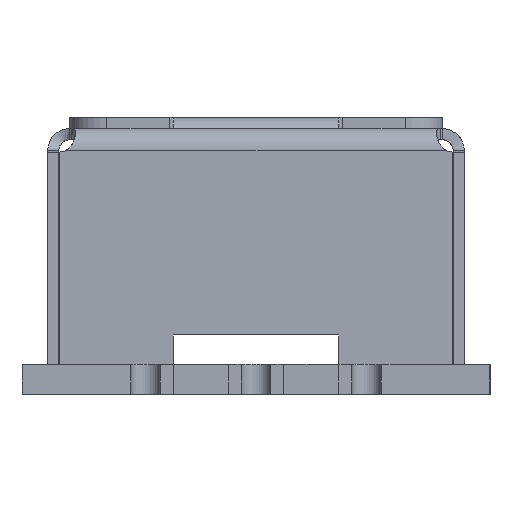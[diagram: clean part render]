
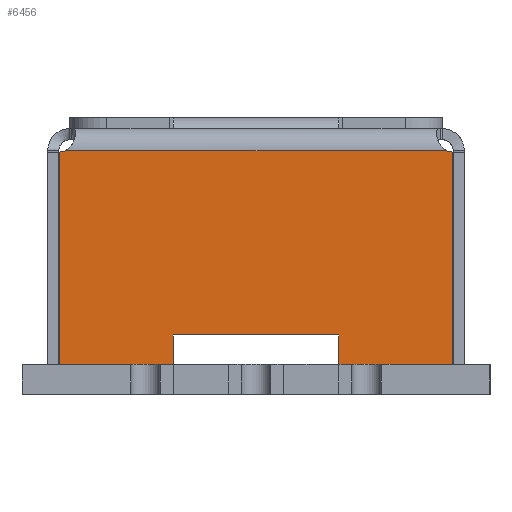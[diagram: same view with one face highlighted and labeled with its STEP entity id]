
A CAD part, left-side view. The second image highlights one B-rep face of the part: STEP entity #6456.
In plain terms, the highlighted planar face has unit normal (-1, 0, 0).
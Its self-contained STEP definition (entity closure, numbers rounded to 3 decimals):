
#6456=ADVANCED_FACE('',(#17216),#17218,.F.);
#17216=FACE_BOUND('',#17217,.T.);
#17217=EDGE_LOOP('',(#28966,#28967,#28968,#28969,#28970,#28971,#28972,#28973,#28974,
#28975,#28976,#28977,#28978,#28979,#28980,#28981,#28982,#28983,#28984,#28985,#28986,
#28987,#28988));
#17218=PLANE('',#17219);
#17219=AXIS2_PLACEMENT_3D('',#17220,#17221,#17222);
#17220=CARTESIAN_POINT('',(-19.05,0.,7.213));
#17221=DIRECTION('',(1.,0.,0.));
#17222=DIRECTION('',(0.,0.,-1.));
#28966=ORIENTED_EDGE('',*,*,#34153,.F.);
#28967=ORIENTED_EDGE('',*,*,#34154,.F.);
#28968=ORIENTED_EDGE('',*,*,#34143,.F.);
#28969=ORIENTED_EDGE('',*,*,#34155,.F.);
#28970=ORIENTED_EDGE('',*,*,#34156,.T.);
#28971=ORIENTED_EDGE('',*,*,#32241,.T.);
#28972=ORIENTED_EDGE('',*,*,#33957,.T.);
#28973=ORIENTED_EDGE('',*,*,#34157,.F.);
#28974=ORIENTED_EDGE('',*,*,#34158,.F.);
#28975=ORIENTED_EDGE('',*,*,#34159,.T.);
#28976=ORIENTED_EDGE('',*,*,#33952,.T.);
#28977=ORIENTED_EDGE('',*,*,#32239,.T.);
#28978=ORIENTED_EDGE('',*,*,#33844,.T.);
#28979=ORIENTED_EDGE('',*,*,#34160,.T.);
#28980=ORIENTED_EDGE('',*,*,#34161,.T.);
#28981=ORIENTED_EDGE('',*,*,#34162,.T.);
#28982=ORIENTED_EDGE('',*,*,#32258,.T.);
#28983=ORIENTED_EDGE('',*,*,#33948,.T.);
#28984=ORIENTED_EDGE('',*,*,#34163,.F.);
#28985=ORIENTED_EDGE('',*,*,#34164,.F.);
#28986=ORIENTED_EDGE('',*,*,#34165,.T.);
#28987=ORIENTED_EDGE('',*,*,#33958,.T.);
#28988=ORIENTED_EDGE('',*,*,#32256,.T.);
#32239=EDGE_CURVE('',#35902,#35903,#35904,.T.);
#32241=EDGE_CURVE('',#35907,#35905,#35908,.T.);
#32256=EDGE_CURVE('',#35936,#35937,#35938,.T.);
#32258=EDGE_CURVE('',#35941,#35939,#35942,.T.);
#33844=EDGE_CURVE('',#35903,#38580,#38581,.T.);
#33948=EDGE_CURVE('',#35939,#38784,#38786,.T.);
#33952=EDGE_CURVE('',#38792,#35902,#38793,.T.);
#33957=EDGE_CURVE('',#35905,#38799,#38801,.T.);
#33958=EDGE_CURVE('',#38802,#35936,#38803,.T.);
#34143=EDGE_CURVE('',#39087,#39088,#39089,.T.);
#34153=EDGE_CURVE('',#39101,#35937,#39103,.T.);
#34154=EDGE_CURVE('',#39088,#39101,#39104,.T.);
#34155=EDGE_CURVE('',#39105,#39087,#39106,.T.);
#34156=EDGE_CURVE('',#39105,#35907,#39107,.T.);
#34157=EDGE_CURVE('',#39108,#38799,#39109,.T.);
#34158=EDGE_CURVE('',#39110,#39108,#39111,.T.);
#34159=EDGE_CURVE('',#39110,#38792,#39112,.T.);
#34160=EDGE_CURVE('',#38580,#39113,#39114,.T.);
#34161=EDGE_CURVE('',#39113,#39115,#39116,.T.);
#34162=EDGE_CURVE('',#39115,#35941,#39117,.T.);
#34163=EDGE_CURVE('',#39118,#38784,#39119,.T.);
#34164=EDGE_CURVE('',#39120,#39118,#39121,.T.);
#34165=EDGE_CURVE('',#39120,#38802,#39122,.T.);
#35902=VERTEX_POINT('',#42141);
#35903=VERTEX_POINT('',#42142);
#35904=LINE('',#42143,#42144);
#35905=VERTEX_POINT('',#42146);
#35907=VERTEX_POINT('',#42151);
#35908=LINE('',#42152,#42153);
#35936=VERTEX_POINT('',#42211);
#35937=VERTEX_POINT('',#42212);
#35938=LINE('',#42213,#42214);
#35939=VERTEX_POINT('',#42216);
#35941=VERTEX_POINT('',#42221);
#35942=LINE('',#42222,#42223);
#38580=VERTEX_POINT('',#48118);
#38581=LINE('',#48119,#48120);
#38784=VERTEX_POINT('',#48536);
#38786=LINE('',#48540,#48541);
#38792=VERTEX_POINT('',#48554);
#38793=LINE('',#48555,#48556);
#38799=VERTEX_POINT('',#48569);
#38801=LINE('',#48573,#48574);
#38802=VERTEX_POINT('',#48576);
#38803=LINE('',#48577,#48578);
#39087=VERTEX_POINT('',#49309);
#39088=VERTEX_POINT('',#49310);
#39089=LINE('',#49311,#49312);
#39101=VERTEX_POINT('',#49403);
#39103=LINE('',#49407,#49408);
#39104=CIRCLE('',#49410,0.45);
#39105=VERTEX_POINT('',#49414);
#39106=CIRCLE('',#49415,0.45);
#39107=LINE('',#49419,#49420);
#39108=VERTEX_POINT('',#49422);
#39109=LINE('',#49423,#49424);
#39110=VERTEX_POINT('',#49426);
#39111=LINE('',#49427,#49428);
#39112=LINE('',#49430,#49431);
#39113=VERTEX_POINT('',#49433);
#39114=LINE('',#49434,#49435);
#39115=VERTEX_POINT('',#49437);
#39116=LINE('',#49438,#49439);
#39117=LINE('',#49441,#49442);
#39118=VERTEX_POINT('',#49444);
#39119=LINE('',#49445,#49446);
#39120=VERTEX_POINT('',#49448);
#39121=LINE('',#49449,#49450);
#39122=LINE('',#49452,#49453);
#42141=CARTESIAN_POINT('',(-19.05,3.819,0.813));
#42142=CARTESIAN_POINT('',(-19.05,2.262,0.813));
#42143=CARTESIAN_POINT('',(-19.05,3.819,0.813));
#42144=VECTOR('',#42145,1.);
#42145=DIRECTION('',(0.,-1.,0.));
#42146=CARTESIAN_POINT('',(-19.05,4.981,0.813));
#42151=CARTESIAN_POINT('',(-19.05,5.343,0.813));
#42152=CARTESIAN_POINT('',(-19.05,5.343,0.813));
#42153=VECTOR('',#42154,1.);
#42154=DIRECTION('',(0.,-1.,0.));
#42211=CARTESIAN_POINT('',(-19.05,-4.992,0.813));
#42212=CARTESIAN_POINT('',(-19.05,-5.343,0.813));
#42213=CARTESIAN_POINT('',(-19.05,-4.992,0.813));
#42214=VECTOR('',#42215,1.);
#42215=DIRECTION('',(0.,-1.,0.));
#42216=CARTESIAN_POINT('',(-19.05,-3.808,0.813));
#42221=CARTESIAN_POINT('',(-19.05,-2.25,0.813));
#42222=CARTESIAN_POINT('',(-19.05,-2.25,0.813));
#42223=VECTOR('',#42224,1.);
#42224=DIRECTION('',(0.,-1.,0.));
#48118=CARTESIAN_POINT('',(-19.05,2.25,0.813));
#48119=CARTESIAN_POINT('',(-19.05,2.262,0.813));
#48120=VECTOR('',#48121,1.);
#48121=DIRECTION('',(0.,-1.,0.));
#48536=CARTESIAN_POINT('',(-19.05,-4.15,0.813));
#48540=CARTESIAN_POINT('',(-19.05,-3.808,0.813));
#48541=VECTOR('',#48542,1.);
#48542=DIRECTION('',(0.,-1.,0.));
#48554=CARTESIAN_POINT('',(-19.05,4.15,0.813));
#48555=CARTESIAN_POINT('',(-19.05,4.15,0.813));
#48556=VECTOR('',#48557,1.);
#48557=DIRECTION('',(0.,-1.,0.));
#48569=CARTESIAN_POINT('',(-19.05,4.65,0.813));
#48573=CARTESIAN_POINT('',(-19.05,4.981,0.813));
#48574=VECTOR('',#48575,1.);
#48575=DIRECTION('',(0.,-1.,0.));
#48576=CARTESIAN_POINT('',(-19.05,-4.65,0.813));
#48577=CARTESIAN_POINT('',(-19.05,-4.65,0.813));
#48578=VECTOR('',#48579,1.);
#48579=DIRECTION('',(0.,-1.,0.));
#49309=CARTESIAN_POINT('',(-19.05,5.166,6.613));
#49310=CARTESIAN_POINT('',(-19.05,-5.166,6.613));
#49311=CARTESIAN_POINT('',(-19.05,5.166,6.613));
#49312=VECTOR('',#49313,1.);
#49313=DIRECTION('',(0.,-1.,0.));
#49403=CARTESIAN_POINT('',(-19.05,-5.343,6.577));
#49407=CARTESIAN_POINT('',(-19.05,-5.343,6.577));
#49408=VECTOR('',#49409,1.);
#49409=DIRECTION('',(0.,0.,-1.));
#49410=AXIS2_PLACEMENT_3D('',#49411,#49412,#49413);
#49411=CARTESIAN_POINT('',(-19.05,-5.343,7.027));
#49412=DIRECTION('',(-1.,0.,0.));
#49413=DIRECTION('',(0.,0.392,-0.92));
#49414=CARTESIAN_POINT('',(-19.05,5.343,6.577));
#49415=AXIS2_PLACEMENT_3D('',#49416,#49417,#49418);
#49416=CARTESIAN_POINT('',(-19.05,5.343,7.027));
#49417=DIRECTION('',(-1.,0.,0.));
#49418=DIRECTION('',(0.,0.,-1.));
#49419=CARTESIAN_POINT('',(-19.05,5.343,6.577));
#49420=VECTOR('',#49421,1.);
#49421=DIRECTION('',(0.,0.,-1.));
#49422=CARTESIAN_POINT('',(-19.05,4.65,0.013));
#49423=CARTESIAN_POINT('',(-19.05,4.65,0.013));
#49424=VECTOR('',#49425,1.);
#49425=DIRECTION('',(0.,0.,1.));
#49426=CARTESIAN_POINT('',(-19.05,4.15,0.013));
#49427=CARTESIAN_POINT('',(-19.05,4.15,0.013));
#49428=VECTOR('',#49429,1.);
#49429=DIRECTION('',(0.,1.,0.));
#49430=CARTESIAN_POINT('',(-19.05,4.15,0.013));
#49431=VECTOR('',#49432,1.);
#49432=DIRECTION('',(0.,0.,1.));
#49433=CARTESIAN_POINT('',(-19.05,2.25,1.613));
#49434=CARTESIAN_POINT('',(-19.05,2.25,0.813));
#49435=VECTOR('',#49436,1.);
#49436=DIRECTION('',(0.,0.,1.));
#49437=CARTESIAN_POINT('',(-19.05,-2.25,1.613));
#49438=CARTESIAN_POINT('',(-19.05,2.25,1.613));
#49439=VECTOR('',#49440,1.);
#49440=DIRECTION('',(0.,-1.,0.));
#49441=CARTESIAN_POINT('',(-19.05,-2.25,1.613));
#49442=VECTOR('',#49443,1.);
#49443=DIRECTION('',(0.,0.,-1.));
#49444=CARTESIAN_POINT('',(-19.05,-4.15,0.013));
#49445=CARTESIAN_POINT('',(-19.05,-4.15,0.013));
#49446=VECTOR('',#49447,1.);
#49447=DIRECTION('',(0.,0.,1.));
#49448=CARTESIAN_POINT('',(-19.05,-4.65,0.013));
#49449=CARTESIAN_POINT('',(-19.05,-4.65,0.013));
#49450=VECTOR('',#49451,1.);
#49451=DIRECTION('',(0.,1.,0.));
#49452=CARTESIAN_POINT('',(-19.05,-4.65,0.013));
#49453=VECTOR('',#49454,1.);
#49454=DIRECTION('',(0.,0.,1.));
